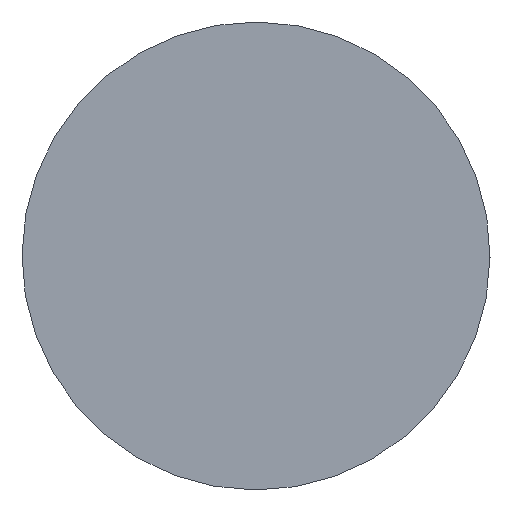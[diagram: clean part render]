
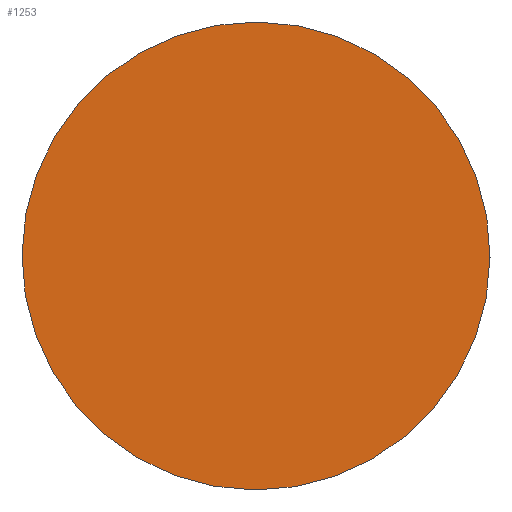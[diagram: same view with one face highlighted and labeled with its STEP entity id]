
A CAD part, front view. The second image highlights one B-rep face of the part: STEP entity #1253.
In plain terms, the highlighted planar face has unit normal (0, -1, 0).
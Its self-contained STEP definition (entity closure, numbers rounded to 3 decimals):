
#321=FACE_OUTER_BOUND('',#404,.T.);
#404=EDGE_LOOP('',(#1093,#1094));
#495=CIRCLE('',#1406,127.5);
#496=CIRCLE('',#1407,127.5);
#613=VERTEX_POINT('',#8897);
#614=VERTEX_POINT('',#8898);
#777=EDGE_CURVE('',#613,#614,#495,.T.);
#778=EDGE_CURVE('',#614,#613,#496,.T.);
#1093=ORIENTED_EDGE('',*,*,#777,.T.);
#1094=ORIENTED_EDGE('',*,*,#778,.T.);
#1190=PLANE('',#1409);
#1253=ADVANCED_FACE('',(#321),#1190,.T.);
#1406=AXIS2_PLACEMENT_3D('',#8899,#1700,#1701);
#1407=AXIS2_PLACEMENT_3D('',#8900,#1702,#1703);
#1409=AXIS2_PLACEMENT_3D('',#8902,#1706,#1707);
#1700=DIRECTION('center_axis',(0.,-1.,0.));
#1701=DIRECTION('ref_axis',(-1.,0.,0.007));
#1702=DIRECTION('center_axis',(0.,-1.,0.));
#1703=DIRECTION('ref_axis',(-1.,0.,0.007));
#1706=DIRECTION('center_axis',(0.,-1.,0.));
#1707=DIRECTION('ref_axis',(0.007,0.,1.));
#8897=CARTESIAN_POINT('',(-127.497,0.,0.837));
#8898=CARTESIAN_POINT('',(-0.837,0.,-127.497));
#8899=CARTESIAN_POINT('Origin',(0.,0.,
0.));
#8900=CARTESIAN_POINT('Origin',(0.,0.,
0.));
#8902=CARTESIAN_POINT('Origin',(-0.5,0.,
0.003));
